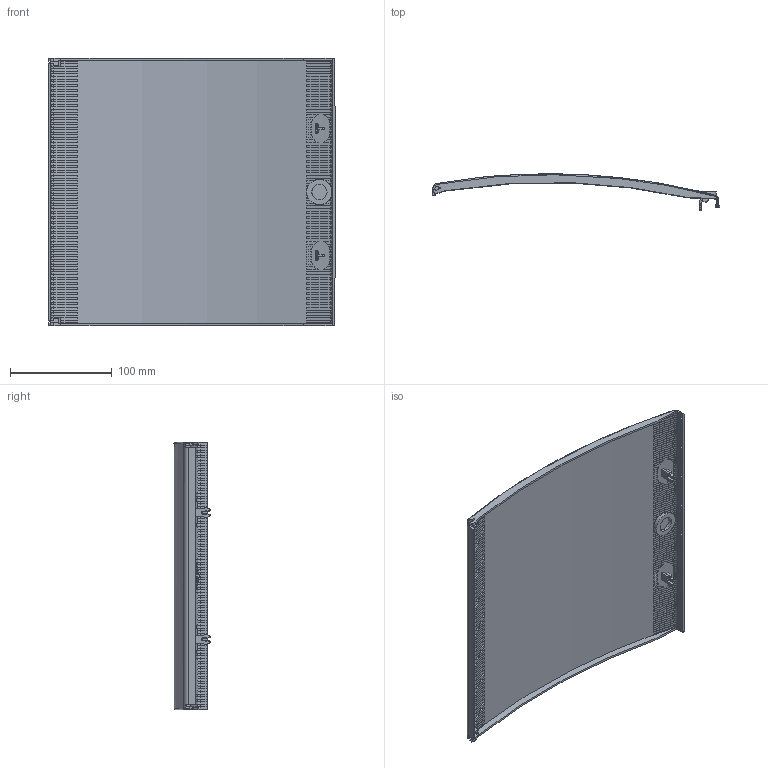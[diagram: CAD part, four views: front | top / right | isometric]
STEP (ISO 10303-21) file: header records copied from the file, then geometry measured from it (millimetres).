
FILE_DESCRIPTION((''),'2;1');
FILE_NAME('ECM_12_PT_ASM','2023-12-13T14:09:44',('klemen.sitar'),('Audax d.o.o.'),'CREO PARAMETRIC BY PTC INC, 2021304','CREO PARAMETRIC BY PTC INC, 2021304','');
FILE_SCHEMA(('AP242_MANAGED_MODEL_BASED_3D_ENGINEERING_MIM_LF { 1 0 10303 442 1 1 4 }'));
Length unit declared in the file: millimetre
Products named in the file (5): VRATA_DVOREDNE_TABLE_1_2_1; U24C_1_ASM_1_ASM; U24C_ASM_1_ASM; ECM_24_PT_ASM; ECM_12_PT_ASM
Assembly tree (4 placements, depth 5):
  ECM_12_PT_ASM
    ECM_24_PT_ASM
      U24C_ASM_1_ASM
        U24C_1_ASM_1_ASM
          VRATA_DVOREDNE_TABLE_1_2_1
Bounding box: 282.78 x 35.68 x 263.5 mm (x, y, z)
Volume: 170660.4 mm3; surface area: 172524.4 mm2
Topology: 1 solids, 1 shells, 1098 faces, 3227 edges, 2150 vertices
Faces by surface type: plane 671, cylinder 385, cone 28, torus 6, extrusion 4, bspline 4
Entity records: 55423 total; most frequent: CARTESIAN_POINT 7695, ORIENTED_EDGE 6454, DIRECTION 6291, PRESENTATION_STYLE_ASSIGNMENT 4330, STYLED_ITEM 4330, CURVE_STYLE 3231, EDGE_CURVE 3227, VERTEX_POINT 2150
